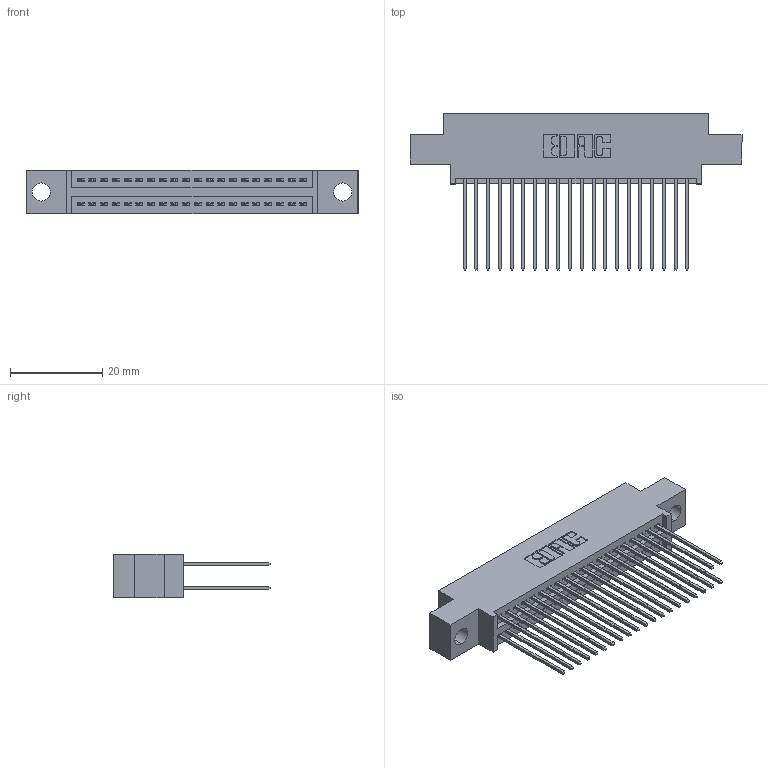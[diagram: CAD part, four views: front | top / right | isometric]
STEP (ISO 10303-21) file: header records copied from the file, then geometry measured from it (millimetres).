
FILE_DESCRIPTION (( 'STEP AP203' ), '1' );
FILE_NAME ('345-040-541-804.STEP', '2018-09-05T03:42:31', ( '' ), ( '' ), 'SwSTEP 2.0', 'SolidWorks 2016', '' );
FILE_SCHEMA (( 'CONFIG_CONTROL_DESIGN' ));
Length unit declared in the file: inch
Products named in the file (3): 345 Part_0.170 Offset - 0.156 Dia-TH; 345-292-001_345-293-141; 345-040-541-804
Assembly tree (41 placements, depth 2):
  345-040-541-804
    345 Part_0.170 Offset - 0.156 Dia-TH
    345-292-001_345-293-141  x40
Bounding box: 72.01 x 33.96 x 9.4 mm (x, y, z)
Volume: 6819.1 mm3; surface area: 10691 mm2
Topology: 41 solids, 41 shells, 2130 faces, 6313 edges, 4154 vertices
Faces by surface type: plane 1404, cylinder 726
Entity records: 18807 total; most frequent: CARTESIAN_POINT 3176, ORIENTED_EDGE 3110, DIRECTION 2827, EDGE_CURVE 1555, LINE 1343, VECTOR 1343, VERTEX_POINT 1034, AXIS2_PLACEMENT_3D 742
